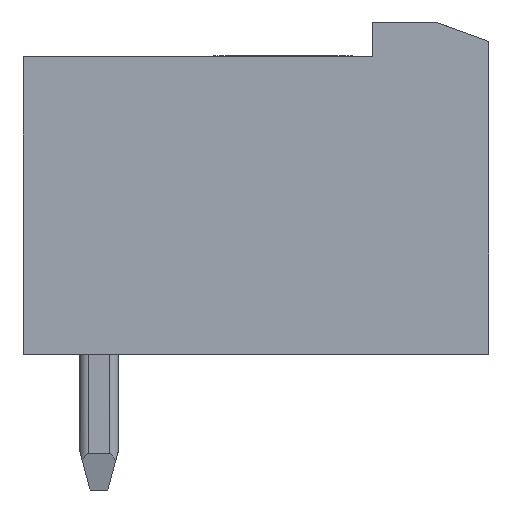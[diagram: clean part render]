
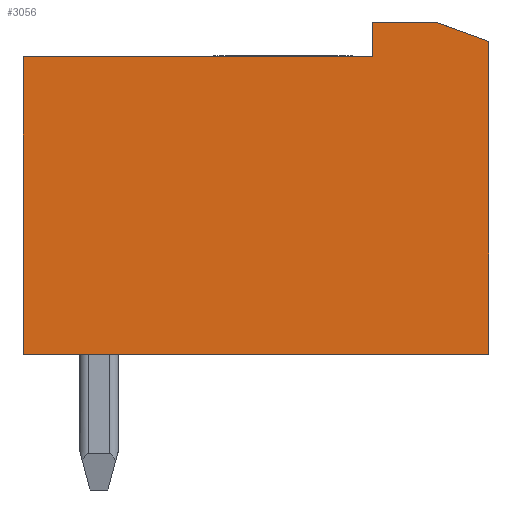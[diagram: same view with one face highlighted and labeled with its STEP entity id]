
A CAD part, left-side view. The second image highlights one B-rep face of the part: STEP entity #3056.
In plain terms, the highlighted planar face has unit normal (-1, 0, 0).
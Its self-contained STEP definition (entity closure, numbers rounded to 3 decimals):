
#3056=ADVANCED_FACE('',(#7563),#7564,.T.);
#4362=EDGE_CURVE('',#9489,#9486,#9490,.F.);
#4428=EDGE_CURVE('',#9570,#9573,#9574,.F.);
#4470=EDGE_CURVE('',#9489,#9625,#9628,.T.);
#4492=EDGE_CURVE('',#9655,#9652,#9656,.F.);
#4520=EDGE_CURVE('',#9486,#9573,#9688,.F.);
#4530=EDGE_CURVE('',#9625,#9652,#9699,.T.);
#4570=EDGE_CURVE('',#9570,#9655,#9749,.F.);
#7563=FACE_OUTER_BOUND('',#18861,.T.);
#7564=PLANE('',#18862);
#9486=VERTEX_POINT('',#21494);
#9489=VERTEX_POINT('',#21499);
#9490=LINE('',#21500,#21501);
#9570=VERTEX_POINT('',#21640);
#9573=VERTEX_POINT('',#21645);
#9574=LINE('',#21646,#21647);
#9625=VERTEX_POINT('',#21733);
#9628=LINE('',#21738,#21739);
#9652=VERTEX_POINT('',#21782);
#9655=VERTEX_POINT('',#21787);
#9656=LINE('',#21788,#21789);
#9688=LINE('',#21844,#21845);
#9699=LINE('',#21864,#21865);
#9749=LINE('',#21952,#21953);
#18861=EDGE_LOOP('',(#28300,#28301,#28302,#28303,#28304,#28305,#28306));
#18862=AXIS2_PLACEMENT_3D('',#28307,#28308,#28309);
#21494=CARTESIAN_POINT('',(0.,12.0,7.67));
#21499=CARTESIAN_POINT('',(0.0,3.,7.67));
#21500=CARTESIAN_POINT('',(0.,12.269,7.67));
#21501=VECTOR('',#31773,1.0);
#21640=CARTESIAN_POINT('',(0.,0.,0.));
#21645=CARTESIAN_POINT('',(0.0,12.,0.));
#21646=CARTESIAN_POINT('',(0.,6.0,0.));
#21647=VECTOR('',#31814,1.0);
#21733=CARTESIAN_POINT('',(0.,3.,8.57));
#21738=CARTESIAN_POINT('',(0.0,3.,8.695));
#21739=VECTOR('',#31843,1.0);
#21782=CARTESIAN_POINT('',(0.,1.374,8.57));
#21787=CARTESIAN_POINT('',(0.,0.,8.07));
#21788=CARTESIAN_POINT('',(0.0,5.529,10.082));
#21789=VECTOR('',#31854,1.0);
#21844=CARTESIAN_POINT('',(0.,12.0,4.296));
#21845=VECTOR('',#31876,1.0);
#21864=CARTESIAN_POINT('',(0.,6.817,8.57));
#21865=VECTOR('',#31884,1.0);
#21952=CARTESIAN_POINT('',(0.,0.,8.534));
#21953=VECTOR('',#31908,1.0);
#28300=ORIENTED_EDGE('',*,*,#4428,.F.);
#28301=ORIENTED_EDGE('',*,*,#4570,.T.);
#28302=ORIENTED_EDGE('',*,*,#4492,.T.);
#28303=ORIENTED_EDGE('',*,*,#4530,.F.);
#28304=ORIENTED_EDGE('',*,*,#4470,.F.);
#28305=ORIENTED_EDGE('',*,*,#4362,.T.);
#28306=ORIENTED_EDGE('',*,*,#4520,.T.);
#28307=CARTESIAN_POINT('',(0.,12.306,8.791));
#28308=DIRECTION('',(-1.0,0.,0.));
#28309=DIRECTION('',(0.,0.0,1.0));
#31773=DIRECTION('',(0.,-1.0,0.));
#31814=DIRECTION('',(0.,-1.0,0.));
#31843=DIRECTION('',(0.,0.,1.0));
#31854=DIRECTION('',(0.,-0.94,-0.342));
#31876=DIRECTION('',(0.,0.,1.0));
#31884=DIRECTION('',(0.,-1.0,-0.0));
#31908=DIRECTION('',(0.,0.,-1.0));
